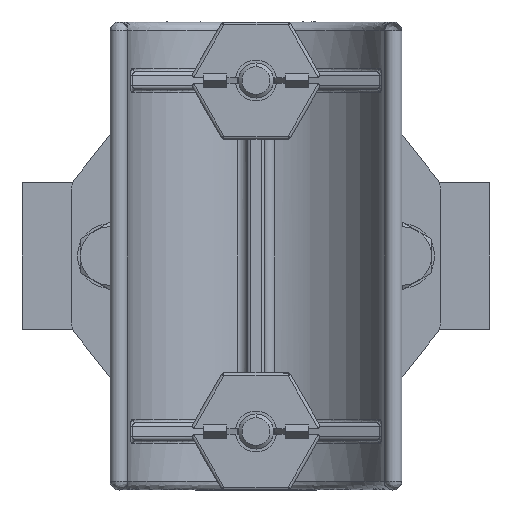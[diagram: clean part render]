
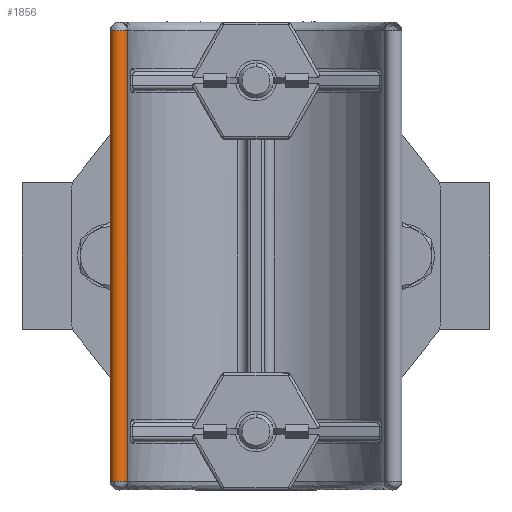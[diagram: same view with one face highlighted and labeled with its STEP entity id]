
A CAD part, front view. The second image highlights one B-rep face of the part: STEP entity #1856.
In plain terms, the highlighted cylindrical face has radius 1.5 mm (diameter 3 mm), a partial arc.
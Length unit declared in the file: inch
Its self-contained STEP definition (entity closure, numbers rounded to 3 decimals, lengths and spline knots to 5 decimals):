
#274 = ORIENTED_EDGE ( 'NONE', *, *, #8104, .T. ) ;
#567 = AXIS2_PLACEMENT_3D ( 'NONE', #19637, #28673, #6079 ) ;
#1856 = ADVANCED_FACE ( 'NONE', ( #13700 ), #9618, .T. ) ;
#1985 = CIRCLE ( 'NONE', #19772, 0.05906 ) ;
#2225 = CARTESIAN_POINT ( 'NONE',  ( -0.92331, -2.3622, -1.51575 ) ) ;
#2264 = CARTESIAN_POINT ( 'NONE',  ( -0.92331, -2.3622, 1.5748 ) ) ;
#3443 = ORIENTED_EDGE ( 'NONE', *, *, #18858, .T. ) ;
#3566 = DIRECTION ( 'NONE',  ( 0., 0., -1. ) ) ;
#4367 = AXIS2_PLACEMENT_3D ( 'NONE', #2264, #25590, #25289 ) ;
#6079 = DIRECTION ( 'NONE',  ( -1., 0., 0. ) ) ;
#6815 = CIRCLE ( 'NONE', #567, 0.05906 ) ;
#8104 = EDGE_CURVE ( 'NONE', #24851, #19728, #12135, .T. ) ;
#8420 = CARTESIAN_POINT ( 'NONE',  ( -0.86438, -2.36597, 1.5748 ) ) ;
#9560 = VERTEX_POINT ( 'NONE', #20949 ) ;
#9579 = CARTESIAN_POINT ( 'NONE',  ( -0.86438, -2.36597, -1.51575 ) ) ;
#9618 = CYLINDRICAL_SURFACE ( 'NONE', #4367, 0.05906 ) ;
#9999 = DIRECTION ( 'NONE',  ( -1., 0., 0. ) ) ;
#10145 = EDGE_LOOP ( 'NONE', ( #19308, #274, #29237, #3443, #27128, #22842 ) ) ;
#10463 = CARTESIAN_POINT ( 'NONE',  ( -0.98237, -2.3622, 1.5748 ) ) ;
#10921 = DIRECTION ( 'NONE',  ( 0., 0., -1. ) ) ;
#11385 = DIRECTION ( 'NONE',  ( 0., 0., -1. ) ) ;
#11471 = EDGE_CURVE ( 'NONE', #19481, #19728, #12444, .T. ) ;
#12135 = LINE ( 'NONE', #10463, #16377 ) ;
#12444 = CIRCLE ( 'NONE', #27839, 0.05906 ) ;
#12646 = LINE ( 'NONE', #8420, #14785 ) ;
#12882 = VERTEX_POINT ( 'NONE', #9579 ) ;
#12940 = DIRECTION ( 'NONE',  ( 0., 0., 1. ) ) ;
#13650 = DIRECTION ( 'NONE',  ( -1., 0., 0. ) ) ;
#13700 = FACE_OUTER_BOUND ( 'NONE', #10145, .T. ) ;
#14785 = VECTOR ( 'NONE', #12940, 39.37008 ) ;
#16377 = VECTOR ( 'NONE', #3566, 39.37008 ) ;
#18086 = CARTESIAN_POINT ( 'NONE',  ( -0.98237, -2.3622, -1.51575 ) ) ;
#18858 = EDGE_CURVE ( 'NONE', #19481, #12882, #1985, .T. ) ;
#19143 = EDGE_CURVE ( 'NONE', #9560, #21128, #6815, .T. ) ;
#19308 = ORIENTED_EDGE ( 'NONE', *, *, #21772, .T. ) ;
#19481 = VERTEX_POINT ( 'NONE', #28332 ) ;
#19637 = CARTESIAN_POINT ( 'NONE',  ( -0.92331, -2.3622, 1.51575 ) ) ;
#19728 = VERTEX_POINT ( 'NONE', #18086 ) ;
#19772 = AXIS2_PLACEMENT_3D ( 'NONE', #23558, #23409, #9999 ) ;
#20508 = CARTESIAN_POINT ( 'NONE',  ( -0.98237, -2.3622, 1.51575 ) ) ;
#20579 = DIRECTION ( 'NONE',  ( -1., 0., 0. ) ) ;
#20949 = CARTESIAN_POINT ( 'NONE',  ( -0.86438, -2.36597, 1.51575 ) ) ;
#21128 = VERTEX_POINT ( 'NONE', #25905 ) ;
#21422 = AXIS2_PLACEMENT_3D ( 'NONE', #22821, #10921, #13650 ) ;
#21772 = EDGE_CURVE ( 'NONE', #21128, #24851, #22380, .T. ) ;
#22380 = CIRCLE ( 'NONE', #21422, 0.05906 ) ;
#22821 = CARTESIAN_POINT ( 'NONE',  ( -0.92331, -2.3622, 1.51575 ) ) ;
#22842 = ORIENTED_EDGE ( 'NONE', *, *, #19143, .T. ) ;
#23409 = DIRECTION ( 'NONE',  ( 0., 0., 1. ) ) ;
#23558 = CARTESIAN_POINT ( 'NONE',  ( -0.92331, -2.3622, -1.51575 ) ) ;
#24851 = VERTEX_POINT ( 'NONE', #20508 ) ;
#25289 = DIRECTION ( 'NONE',  ( -1., 0., 0. ) ) ;
#25590 = DIRECTION ( 'NONE',  ( 0., 0., -1. ) ) ;
#25905 = CARTESIAN_POINT ( 'NONE',  ( -0.92331, -2.42126, 1.51575 ) ) ;
#26687 = EDGE_CURVE ( 'NONE', #12882, #9560, #12646, .T. ) ;
#27128 = ORIENTED_EDGE ( 'NONE', *, *, #26687, .T. ) ;
#27839 = AXIS2_PLACEMENT_3D ( 'NONE', #2225, #11385, #20579 ) ;
#28332 = CARTESIAN_POINT ( 'NONE',  ( -0.92331, -2.42126, -1.51575 ) ) ;
#28673 = DIRECTION ( 'NONE',  ( 0., 0., -1. ) ) ;
#29237 = ORIENTED_EDGE ( 'NONE', *, *, #11471, .F. ) ;
